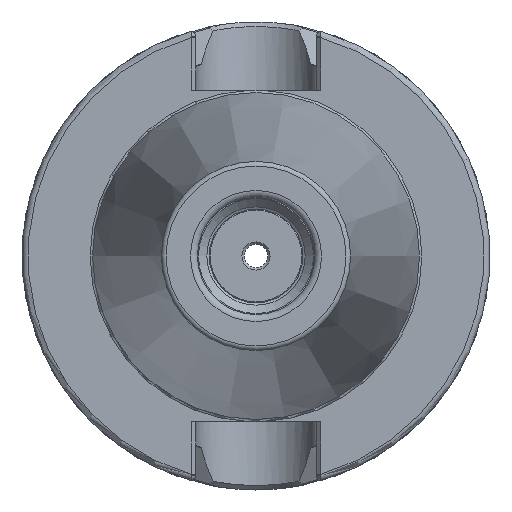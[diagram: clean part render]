
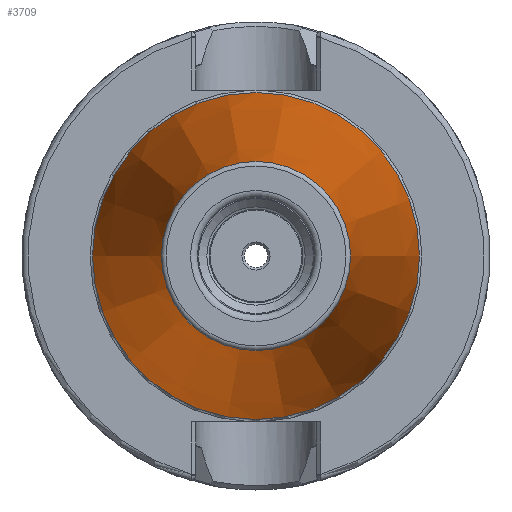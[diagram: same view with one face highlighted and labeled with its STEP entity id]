
A CAD part, left-side view. The second image highlights one B-rep face of the part: STEP entity #3709.
In plain terms, the highlighted conical face has half-angle 8.297 degrees and reference radius 27.564 mm.
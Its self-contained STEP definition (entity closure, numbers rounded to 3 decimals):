
#445=CONICAL_SURFACE('',#4083,27.564,0.145);
#534=FACE_OUTER_BOUND('',#761,.T.);
#761=EDGE_LOOP('',(#2826,#2827,#2828,#2829,#2830));
#976=LINE('',#6269,#1186);
#1186=VECTOR('',#4601,27.564);
#1402=CIRCLE('',#4080,20.204);
#1403=CIRCLE('',#4081,20.204);
#1405=CIRCLE('',#4084,34.925);
#1607=VERTEX_POINT('',#6261);
#1608=VERTEX_POINT('',#6262);
#1609=VERTEX_POINT('',#6267);
#2049=EDGE_CURVE('',#1607,#1608,#1402,.T.);
#2050=EDGE_CURVE('',#1608,#1607,#1403,.T.);
#2052=EDGE_CURVE('',#1609,#1609,#1405,.T.);
#2053=EDGE_CURVE('',#1609,#1607,#976,.T.);
#2826=ORIENTED_EDGE('',*,*,#2052,.F.);
#2827=ORIENTED_EDGE('',*,*,#2053,.T.);
#2828=ORIENTED_EDGE('',*,*,#2049,.T.);
#2829=ORIENTED_EDGE('',*,*,#2050,.T.);
#2830=ORIENTED_EDGE('',*,*,#2053,.F.);
#3709=ADVANCED_FACE('',(#534),#445,.T.);
#4080=AXIS2_PLACEMENT_3D('',#6263,#4591,#4592);
#4081=AXIS2_PLACEMENT_3D('',#6264,#4593,#4594);
#4083=AXIS2_PLACEMENT_3D('',#6266,#4597,#4598);
#4084=AXIS2_PLACEMENT_3D('',#6268,#4599,#4600);
#4591=DIRECTION('center_axis',(1.,0.,0.));
#4592=DIRECTION('ref_axis',(0.,0.,-1.));
#4593=DIRECTION('center_axis',(1.,0.,0.));
#4594=DIRECTION('ref_axis',(0.,0.,-1.));
#4597=DIRECTION('center_axis',(1.,0.,0.));
#4598=DIRECTION('ref_axis',(0.,1.,0.));
#4599=DIRECTION('center_axis',(1.,0.,0.));
#4600=DIRECTION('ref_axis',(0.,0.,-1.));
#4601=DIRECTION('',(-0.99,0.144,0.));
#6261=CARTESIAN_POINT('',(-100.944,-20.204,0.));
#6262=CARTESIAN_POINT('',(-100.944,0.,20.204));
#6263=CARTESIAN_POINT('Origin',(-100.944,0.,
0.));
#6264=CARTESIAN_POINT('Origin',(-100.944,0.,
0.));
#6266=CARTESIAN_POINT('Origin',(-50.472,0.,
0.));
#6267=CARTESIAN_POINT('',(0.,-34.925,0.));
#6268=CARTESIAN_POINT('Origin',(0.,0.,
0.));
#6269=CARTESIAN_POINT('',(-50.472,-27.564,0.));
